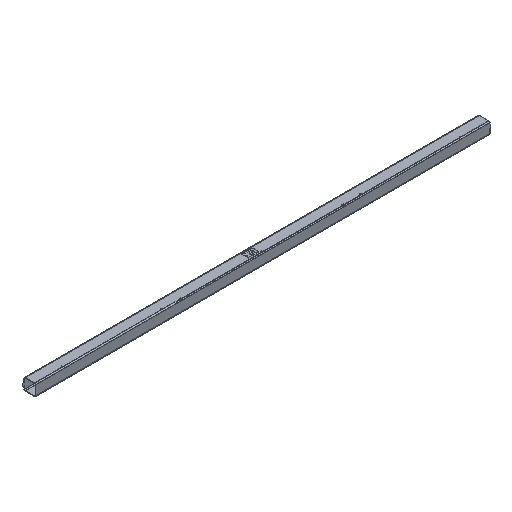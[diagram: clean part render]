
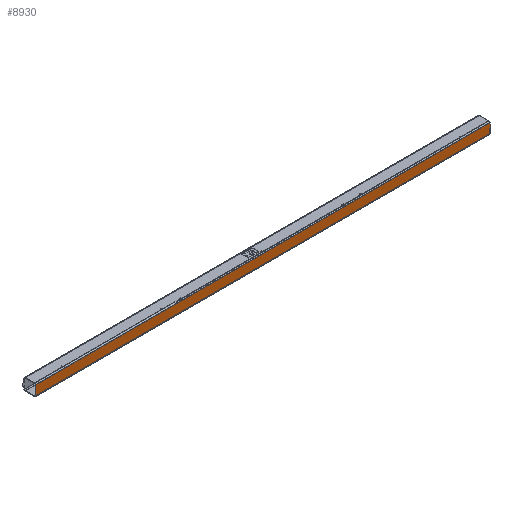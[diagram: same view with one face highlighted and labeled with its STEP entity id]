
A CAD part, isometric view. The second image highlights one B-rep face of the part: STEP entity #8930.
In plain terms, the highlighted planar face has unit normal (0, -1, 0).
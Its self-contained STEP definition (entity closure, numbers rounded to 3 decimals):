
#5 = LINE ( 'NONE', #2132, #7092 ) ;
#177 = VECTOR ( 'NONE', #4386, 1000. ) ;
#795 = CARTESIAN_POINT ( 'NONE',  ( 10., -30., 23.6 ) ) ;
#1825 = DIRECTION ( 'NONE',  ( 0., 1., 0. ) ) ;
#2132 = CARTESIAN_POINT ( 'NONE',  ( -20., -30., -23.6 ) ) ;
#2226 = ORIENTED_EDGE ( 'NONE', *, *, #6232, .F. ) ;
#3192 = VERTEX_POINT ( 'NONE', #795 ) ;
#3218 = VECTOR ( 'NONE', #3430, 1000. ) ;
#3430 = DIRECTION ( 'NONE',  ( 0., 0., 1. ) ) ;
#3439 = ORIENTED_EDGE ( 'NONE', *, *, #3784, .F. ) ;
#3784 = EDGE_CURVE ( 'NONE', #3192, #5661, #5112, .T. ) ;
#3848 = VERTEX_POINT ( 'NONE', #5164 ) ;
#4218 = PLANE ( 'NONE',  #5899 ) ;
#4386 = DIRECTION ( 'NONE',  ( 1., 0., 0. ) ) ;
#4481 = LINE ( 'NONE', #7309, #8874 ) ;
#4729 = CARTESIAN_POINT ( 'NONE',  ( 2290., -30., 23.6 ) ) ;
#4731 = ORIENTED_EDGE ( 'NONE', *, *, #5463, .F. ) ;
#5087 = DIRECTION ( 'NONE',  ( 0., 0., -1. ) ) ;
#5112 = LINE ( 'NONE', #6481, #177 ) ;
#5164 = CARTESIAN_POINT ( 'NONE',  ( 10., -30., -23.6 ) ) ;
#5368 = FACE_OUTER_BOUND ( 'NONE', #6359, .T. ) ;
#5463 = EDGE_CURVE ( 'NONE', #7660, #3848, #5, .T. ) ;
#5519 = LINE ( 'NONE', #8355, #3218 ) ;
#5661 = VERTEX_POINT ( 'NONE', #4729 ) ;
#5680 = DIRECTION ( 'NONE',  ( -1., 0., 0. ) ) ;
#5899 = AXIS2_PLACEMENT_3D ( 'NONE', #7013, #1825, #6766 ) ;
#5969 = EDGE_CURVE ( 'NONE', #5661, #7660, #4481, .T. ) ;
#6232 = EDGE_CURVE ( 'NONE', #3848, #3192, #5519, .T. ) ;
#6359 = EDGE_LOOP ( 'NONE', ( #3439, #2226, #4731, #6829 ) ) ;
#6481 = CARTESIAN_POINT ( 'NONE',  ( -20., -30., 23.6 ) ) ;
#6766 = DIRECTION ( 'NONE',  ( 1., 0., 0. ) ) ;
#6829 = ORIENTED_EDGE ( 'NONE', *, *, #5969, .F. ) ;
#7013 = CARTESIAN_POINT ( 'NONE',  ( -20., -30., 23.6 ) ) ;
#7092 = VECTOR ( 'NONE', #5680, 1000. ) ;
#7309 = CARTESIAN_POINT ( 'NONE',  ( 2290., -30., -300. ) ) ;
#7317 = CARTESIAN_POINT ( 'NONE',  ( 2290., -30., -23.6 ) ) ;
#7660 = VERTEX_POINT ( 'NONE', #7317 ) ;
#8355 = CARTESIAN_POINT ( 'NONE',  ( 10., -30., -300. ) ) ;
#8874 = VECTOR ( 'NONE', #5087, 1000. ) ;
#8930 = ADVANCED_FACE ( 'NONE', ( #5368 ), #4218, .F. ) ;
